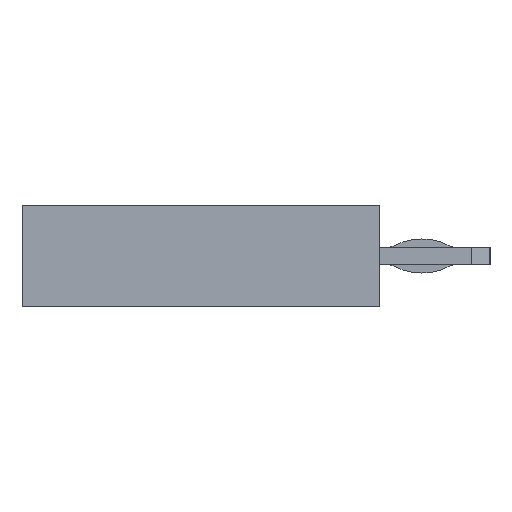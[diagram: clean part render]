
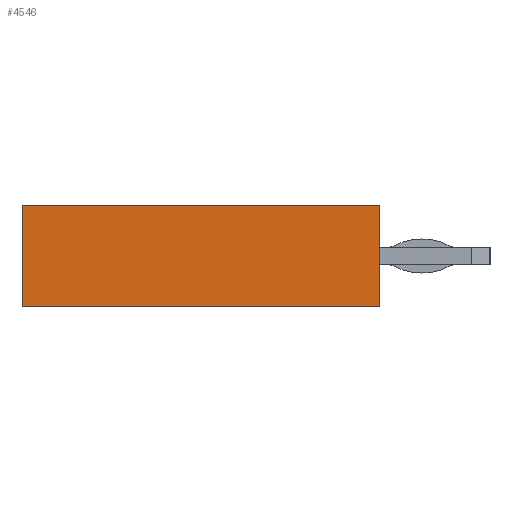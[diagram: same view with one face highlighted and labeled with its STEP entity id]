
A CAD part, left-side view. The second image highlights one B-rep face of the part: STEP entity #4546.
In plain terms, the highlighted planar face has unit normal (-1, 0, 0).
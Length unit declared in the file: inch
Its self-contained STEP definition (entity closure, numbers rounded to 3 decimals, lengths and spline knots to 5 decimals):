
#459=ORIENTED_EDGE('',*,*,#1640,.T.);
#460=ORIENTED_EDGE('',*,*,#1415,.F.);
#461=ORIENTED_EDGE('',*,*,#1669,.F.);
#462=ORIENTED_EDGE('',*,*,#1407,.T.);
#1407=EDGE_CURVE('',#2056,#2055,#2487,.T.);
#1415=EDGE_CURVE('',#2063,#2064,#2495,.T.);
#1640=EDGE_CURVE('',#2055,#2064,#2720,.T.);
#1669=EDGE_CURVE('',#2056,#2063,#2749,.T.);
#2055=VERTEX_POINT('',#6237);
#2056=VERTEX_POINT('',#6239);
#2063=VERTEX_POINT('',#6254);
#2064=VERTEX_POINT('',#6256);
#2487=LINE('',#6238,#3119);
#2495=LINE('',#6255,#3127);
#2720=LINE('',#6704,#3352);
#2749=LINE('',#6748,#3381);
#3119=VECTOR('',#5045,39.37008);
#3127=VECTOR('',#5055,39.37008);
#3352=VECTOR('',#5394,39.37008);
#3381=VECTOR('',#5453,39.37008);
#3768=EDGE_LOOP('',(#459,#460,#461,#462));
#4044=FACE_BOUND('',#3768,.T.);
#4320=PLANE('',#4806);
#4546=ADVANCED_FACE('',(#4044),#4320,.F.);
#4806=AXIS2_PLACEMENT_3D('',#6747,#5451,#5452);
#5045=DIRECTION('',(0.,-1.,0.));
#5055=DIRECTION('',(0.,-1.,0.));
#5394=DIRECTION('',(0.,0.,1.));
#5451=DIRECTION('',(1.,0.,0.));
#5452=DIRECTION('',(0.,0.,-1.));
#5453=DIRECTION('',(0.,0.,1.));
#6237=CARTESIAN_POINT('',(-0.71,0.,-0.0475));
#6238=CARTESIAN_POINT('',(-0.71,0.335,-0.0475));
#6239=CARTESIAN_POINT('',(-0.71,0.335,-0.0475));
#6254=CARTESIAN_POINT('',(-0.71,0.335,0.0475));
#6255=CARTESIAN_POINT('',(-0.71,0.335,0.0475));
#6256=CARTESIAN_POINT('',(-0.71,0.,0.0475));
#6704=CARTESIAN_POINT('',(-0.71,0.,-0.0475));
#6747=CARTESIAN_POINT('',(-0.71,0.335,-0.0475));
#6748=CARTESIAN_POINT('',(-0.71,0.335,-0.0475));
